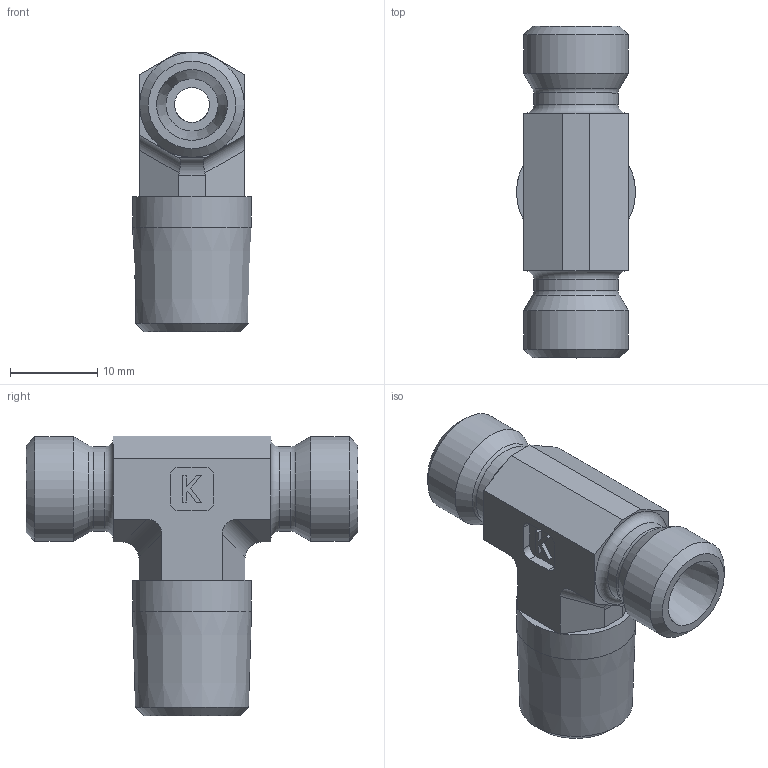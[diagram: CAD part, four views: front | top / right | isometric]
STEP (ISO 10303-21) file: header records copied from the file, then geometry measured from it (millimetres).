
FILE_DESCRIPTION((''),'2;1');
FILE_NAME('28002062812.stp','2014-08-22T14:42:07',(''),('KNOMI spol. s r. o.'),'Autodesk Inventor 2012','Autodesk Inventor 2012','');
FILE_SCHEMA(('AUTOMOTIVE_DESIGN { 1 2 10303 214 0 1 1 1 }'));
Length unit declared in the file: millimetre
Products named in the file (1): THCR2 6LR1/4kuž R1/4/M12
Bounding box: 13.63 x 38 x 32.06 mm (x, y, z)
Volume: 5822.8 mm3; surface area: 3414.7 mm2
Topology: 1 solids, 1 shells, 82 faces, 208 edges, 133 vertices
Faces by surface type: plane 50, cylinder 19, cone 9, torus 4
Full cylindrical faces by diameter (mm): 4 x2, 6 x2, 9.7 x2, 12 x2, 13.626 x1
Entity records: 2304 total; most frequent: DIRECTION 404, CARTESIAN_POINT 385, ORIENTED_EDGE 354, EDGE_CURVE 177, AXIS2_PLACEMENT_3D 144, VERTEX_POINT 125, VECTOR 116, LINE 116
